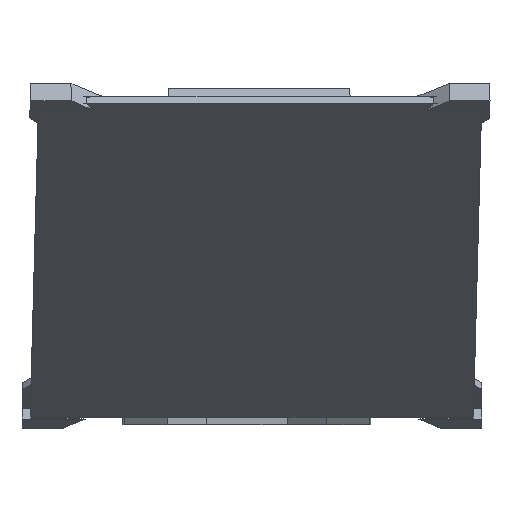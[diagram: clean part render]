
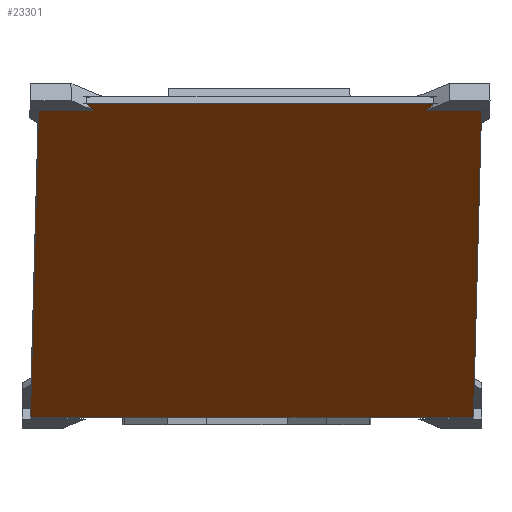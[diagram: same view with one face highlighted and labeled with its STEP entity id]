
A CAD part, top view. The second image highlights one B-rep face of the part: STEP entity #23301.
In plain terms, the highlighted face is planar.
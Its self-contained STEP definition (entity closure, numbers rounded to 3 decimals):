
#3573=FACE_OUTER_BOUND('',#5010,.T.);
#5010=EDGE_LOOP('',(#21443,#21444,#21445,#21446));
#6999=LINE('',#45115,#8995);
#7002=LINE('',#45121,#8998);
#7005=LINE('',#45127,#9001);
#7008=LINE('',#45131,#9004);
#8995=VECTOR('',#27691,10.);
#8998=VECTOR('',#27696,10.);
#9001=VECTOR('',#27701,10.);
#9004=VECTOR('',#27706,10.);
#11289=VERTEX_POINT('',#45112);
#11290=VERTEX_POINT('',#45114);
#11292=VERTEX_POINT('',#45120);
#11294=VERTEX_POINT('',#45126);
#14673=EDGE_CURVE('',#11290,#11289,#6999,.T.);
#14676=EDGE_CURVE('',#11292,#11290,#7002,.T.);
#14679=EDGE_CURVE('',#11294,#11292,#7005,.T.);
#14682=EDGE_CURVE('',#11289,#11294,#7008,.T.);
#21443=ORIENTED_EDGE('',*,*,#14682,.T.);
#21444=ORIENTED_EDGE('',*,*,#14679,.T.);
#21445=ORIENTED_EDGE('',*,*,#14676,.T.);
#21446=ORIENTED_EDGE('',*,*,#14673,.T.);
#22022=PLANE('',#24158);
#23301=ADVANCED_FACE('',(#3573),#22022,.T.);
#24158=AXIS2_PLACEMENT_3D('',#45132,#27707,#27708);
#27691=DIRECTION('',(0.,1.,0.));
#27696=DIRECTION('',(1.,0.,0.));
#27701=DIRECTION('',(0.,-1.,0.));
#27706=DIRECTION('',(-1.,0.,0.));
#27707=DIRECTION('center_axis',(0.,0.,1.));
#27708=DIRECTION('ref_axis',(1.,0.,0.));
#45112=CARTESIAN_POINT('',(55.,68.,2.));
#45114=CARTESIAN_POINT('',(55.,-68.,2.));
#45115=CARTESIAN_POINT('',(55.,-68.,2.));
#45120=CARTESIAN_POINT('',(-55.,-68.,2.));
#45121=CARTESIAN_POINT('',(-55.,-68.,2.));
#45126=CARTESIAN_POINT('',(-55.,68.,2.));
#45127=CARTESIAN_POINT('',(-55.,68.,2.));
#45131=CARTESIAN_POINT('',(55.,68.,2.));
#45132=CARTESIAN_POINT('Origin',(0.,0.,
2.));
